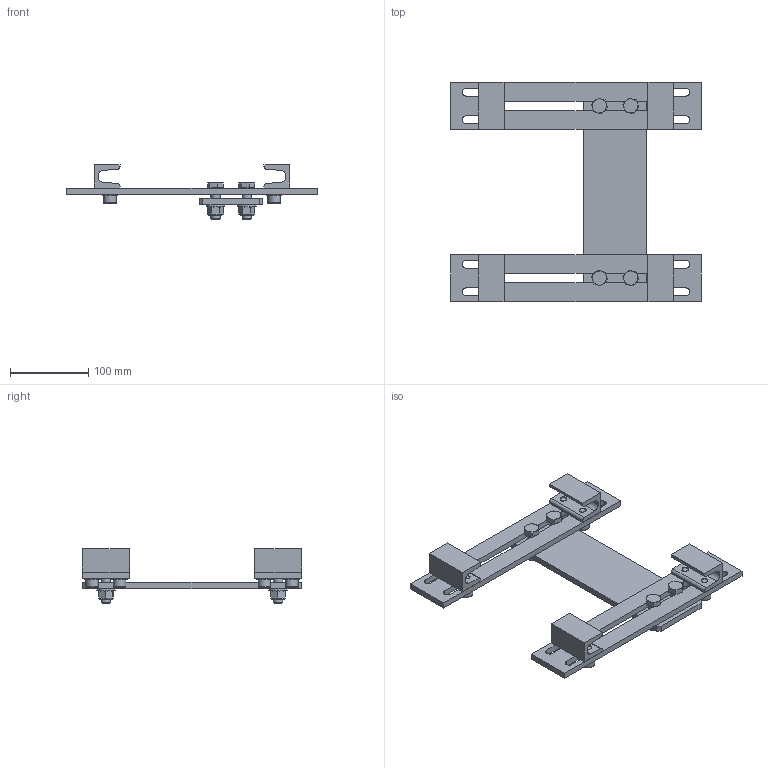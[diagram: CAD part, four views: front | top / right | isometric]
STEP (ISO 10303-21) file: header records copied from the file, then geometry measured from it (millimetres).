
FILE_DESCRIPTION(/* description */ (''),/* implementation_level */ '2;1');
FILE_NAME(/* name */ 'KLEMM-WMB-VA2.3_rev.00.stp',/* time_stamp */ '2024-07-03T09:14:26+02:00',/* author */ ('Sebastian Weber'),/* organization */ (''),/* preprocessor_version */ 'ST-DEVELOPER v20',/* originating_system */ 'Autodesk Inventor 2025',/* authorisation */ '');
FILE_SCHEMA (('AUTOMOTIVE_DESIGN { 1 0 10303 214 3 1 1 }'));
Length unit declared in the file: millimetre
Products named in the file (14): WMB-VA2.3_IPB Träger_geklemmt_Var.2; Vorlage_IPB Träger_1000; WMB-VA2.3_Klemmblech; U-Prüfil DIN EN 1026-1_(IPB 220); Vorlage_Winkel 30x30_40; WMB-VA2.3_Klemmblech_2; Frame0001; Skeleton0001; DIN1026-1 - U 30 - 60; ISO 4017 - M12 x 40; ISO 4032 - M12; DIN 125 - A 13; DIN 912 - M10 x 16; DIN 125 - A 10,5
Assembly tree (38 placements, depth 4):
  WMB-VA2.3_IPB Träger_geklemmt_Var.2
    Vorlage_IPB Träger_1000
    WMB-VA2.3_Klemmblech
    U-Prüfil DIN EN 1026-1_(IPB 220)  x2
      Vorlage_Winkel 30x30_40
      Frame0001
        Skeleton0001
        DIN1026-1 - U 30 - 60
      WMB-VA2.3_Klemmblech_2
    ISO 4017 - M12 x 40  x4
    ISO 4032 - M12  x4
    DIN 125 - A 13  x4
    DIN 912 - M10 x 16  x8
    DIN 125 - A 10,5  x8
Bounding box: 320 x 280 x 70 mm (x, y, z)
Volume: 608476.6 mm3; surface area: 218044 mm2
Topology: 35 solids, 35 shells, 434 faces, 1008 edges, 660 vertices
Faces by surface type: plane 250, cylinder 100, cone 68, torus 16
Full cylindrical faces by diameter (mm): 8.376 x8, 10 x8, 10.106 x4, 10.5 x8, 12 x4, 12.5 x4, 13 x4, 16 x8, 16.63 x4, 20 x8, 24 x4
Entity records: 4048 total; most frequent: CARTESIAN_POINT 678, DIRECTION 654, ORIENTED_EDGE 544, EDGE_CURVE 272, AXIS2_PLACEMENT_3D 248, VERTEX_POINT 179, LINE 158, VECTOR 158
